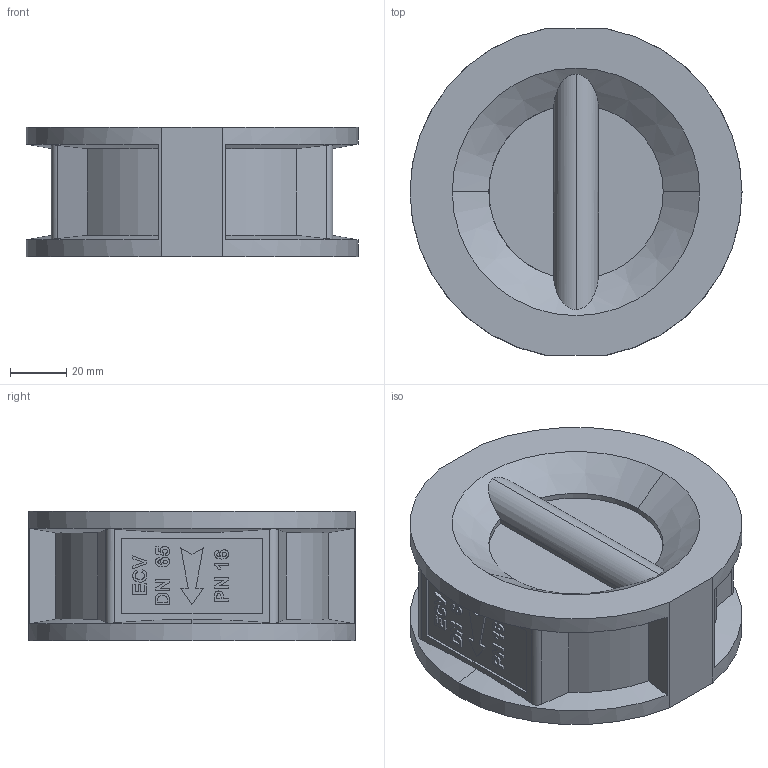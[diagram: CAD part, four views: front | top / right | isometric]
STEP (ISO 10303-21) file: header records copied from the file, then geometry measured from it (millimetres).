
FILE_DESCRIPTION (( 'STEP AP214' ), '1' );
FILE_NAME ('ECV DN 065 PN16.STEP', '2009-04-10T07:22:00', ( ' ' ), ( '' ), 'SwSTEP 2.0', 'SolidWorks 2007', '' );
FILE_SCHEMA (( 'AUTOMOTIVE_DESIGN' ));
Length unit declared in the file: millimetre
Products named in the file (1): ECV DN 065 PN16
Bounding box: 118 x 116 x 46 mm (x, y, z)
Volume: 234671.5 mm3; surface area: 60454.4 mm2
Topology: 1 solids, 1 shells, 397 faces, 1066 edges, 706 vertices
Faces by surface type: plane 233, bspline 122, cylinder 34, cone 8
Entity records: 19365 total; most frequent: CARTESIAN_POINT 9920, ORIENTED_EDGE 2132, DIRECTION 1374, EDGE_CURVE 1066, VECTOR 710, LINE 710, VERTEX_POINT 706, EDGE_LOOP 444
